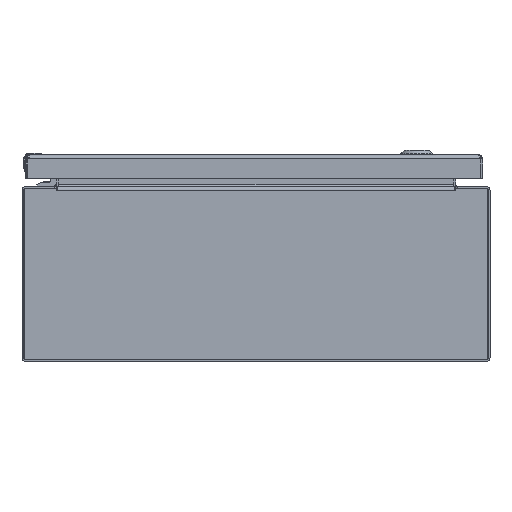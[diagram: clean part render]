
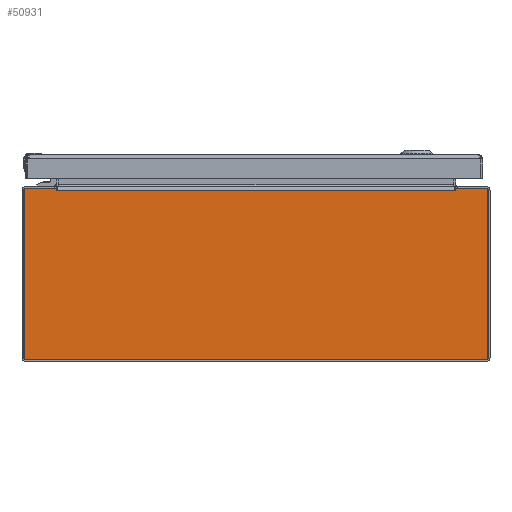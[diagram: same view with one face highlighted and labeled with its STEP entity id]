
A CAD part, front view. The second image highlights one B-rep face of the part: STEP entity #50931.
In plain terms, the highlighted planar face has unit normal (0, -1, 0).
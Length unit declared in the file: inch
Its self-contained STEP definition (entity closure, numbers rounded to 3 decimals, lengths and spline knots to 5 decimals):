
#918 = CIRCLE ( 'NONE', #28350, 0.08 ) ;
#2592 = PLANE ( 'NONE',  #93948 ) ;
#2623 = EDGE_CURVE ( 'NONE', #110618, #24936, #14796, .T. ) ;
#2661 = DIRECTION ( 'NONE',  ( 1., 0., 0. ) ) ;
#4547 = DIRECTION ( 'NONE',  ( -0.174, 0., -0.985 ) ) ;
#8640 = ORIENTED_EDGE ( 'NONE', *, *, #31821, .F. ) ;
#8673 = CARTESIAN_POINT ( 'NONE',  ( -7.857, -15., -2.857 ) ) ;
#10510 = CARTESIAN_POINT ( 'NONE',  ( 7.857, -15., 2.857 ) ) ;
#10691 = DIRECTION ( 'NONE',  ( -1., 0., 0. ) ) ;
#11602 = EDGE_CURVE ( 'NONE', #113716, #100774, #119193, .T. ) ;
#11960 = ORIENTED_EDGE ( 'NONE', *, *, #42051, .T. ) ;
#12332 = DIRECTION ( 'NONE',  ( 0., 0., -1. ) ) ;
#12408 = CARTESIAN_POINT ( 'NONE',  ( -7.857, -15., 2.857 ) ) ;
#13684 = EDGE_CURVE ( 'NONE', #24226, #51416, #18785, .T. ) ;
#14796 = LINE ( 'NONE', #81001, #95460 ) ;
#14874 = EDGE_CURVE ( 'NONE', #51416, #62480, #102071, .T. ) ;
#15927 = ORIENTED_EDGE ( 'NONE', *, *, #18063, .F. ) ;
#16629 = DIRECTION ( 'NONE',  ( -1., 0., 0. ) ) ;
#17263 = DIRECTION ( 'NONE',  ( 0., 0., -1. ) ) ;
#18063 = EDGE_CURVE ( 'NONE', #79883, #20453, #918, .T. ) ;
#18785 = CIRCLE ( 'NONE', #93179, 0.08 ) ;
#19771 = CARTESIAN_POINT ( 'NONE',  ( -7.937, -15., 2.857 ) ) ;
#20453 = VERTEX_POINT ( 'NONE', #35979 ) ;
#20777 = ORIENTED_EDGE ( 'NONE', *, *, #11602, .F. ) ;
#21098 = CARTESIAN_POINT ( 'NONE',  ( 0., -15., -2.937 ) ) ;
#21117 = EDGE_CURVE ( 'NONE', #110053, #89315, #106374, .T. ) ;
#24226 = VERTEX_POINT ( 'NONE', #52239 ) ;
#24936 = VERTEX_POINT ( 'NONE', #29688 ) ;
#25493 = ORIENTED_EDGE ( 'NONE', *, *, #14874, .F. ) ;
#26848 = ORIENTED_EDGE ( 'NONE', *, *, #41017, .F. ) ;
#28192 = CIRCLE ( 'NONE', #37909, 0.08 ) ;
#28350 = AXIS2_PLACEMENT_3D ( 'NONE', #10510, #50348, #12332 ) ;
#28875 = ORIENTED_EDGE ( 'NONE', *, *, #13684, .F. ) ;
#29612 = DIRECTION ( 'NONE',  ( 0., 1., 0. ) ) ;
#29688 = CARTESIAN_POINT ( 'NONE',  ( -6.8136, -15., 2.855 ) ) ;
#30149 = VECTOR ( 'NONE', #98697, 39.37008 ) ;
#31821 = EDGE_CURVE ( 'NONE', #62480, #113716, #115898, .T. ) ;
#33923 = LINE ( 'NONE', #71922, #117435 ) ;
#34258 = DIRECTION ( 'NONE',  ( 0., 0., -1. ) ) ;
#35236 = CARTESIAN_POINT ( 'NONE',  ( 0., -15., 2.937 ) ) ;
#35715 = EDGE_CURVE ( 'NONE', #89315, #110618, #64421, .T. ) ;
#35810 = VECTOR ( 'NONE', #111836, 39.37008 ) ;
#35979 = CARTESIAN_POINT ( 'NONE',  ( 7.937, -15., 2.857 ) ) ;
#37720 = CARTESIAN_POINT ( 'NONE',  ( 7.857, -15., 2.937 ) ) ;
#37909 = AXIS2_PLACEMENT_3D ( 'NONE', #111664, #92074, #55330 ) ;
#38109 = VECTOR ( 'NONE', #10691, 39.37008 ) ;
#39659 = EDGE_CURVE ( 'NONE', #20453, #101940, #46514, .T. ) ;
#39970 = DIRECTION ( 'NONE',  ( 0., -1., 0. ) ) ;
#41017 = EDGE_CURVE ( 'NONE', #75947, #79883, #116026, .T. ) ;
#41898 = EDGE_CURVE ( 'NONE', #101940, #104168, #28192, .T. ) ;
#42051 = EDGE_CURVE ( 'NONE', #24936, #100774, #42902, .T. ) ;
#42806 = FACE_OUTER_BOUND ( 'NONE', #86008, .T. ) ;
#42902 = LINE ( 'NONE', #70507, #30149 ) ;
#44192 = CARTESIAN_POINT ( 'NONE',  ( 0., -15., 2.855 ) ) ;
#46514 = LINE ( 'NONE', #109045, #98620 ) ;
#50348 = DIRECTION ( 'NONE',  ( 0., 1., 0. ) ) ;
#50931 = ADVANCED_FACE ( 'NONE', ( #42806 ), #2592, .T. ) ;
#51416 = VERTEX_POINT ( 'NONE', #114900 ) ;
#52239 = CARTESIAN_POINT ( 'NONE',  ( -7.857, -15., -2.937 ) ) ;
#52357 = DIRECTION ( 'NONE',  ( -1., 0., 0. ) ) ;
#52647 = CARTESIAN_POINT ( 'NONE',  ( 6.82806, -15., 2.937 ) ) ;
#53433 = DIRECTION ( 'NONE',  ( -1., 0., 0. ) ) ;
#54409 = ORIENTED_EDGE ( 'NONE', *, *, #2623, .T. ) ;
#55330 = DIRECTION ( 'NONE',  ( 0., 0., -1. ) ) ;
#56102 = LINE ( 'NONE', #21098, #38109 ) ;
#62480 = VERTEX_POINT ( 'NONE', #19771 ) ;
#64421 = LINE ( 'NONE', #44192, #82715 ) ;
#64820 = CARTESIAN_POINT ( 'NONE',  ( 7.857, -15., -2.937 ) ) ;
#67398 = EDGE_CURVE ( 'NONE', #75947, #110053, #33923, .T. ) ;
#70507 = CARTESIAN_POINT ( 'NONE',  ( -6.8136, -15., 2.855 ) ) ;
#71922 = CARTESIAN_POINT ( 'NONE',  ( 6.82806, -15., 2.937 ) ) ;
#72456 = ORIENTED_EDGE ( 'NONE', *, *, #41898, .F. ) ;
#72630 = DIRECTION ( 'NONE',  ( 1., 0., 0. ) ) ;
#74671 = VECTOR ( 'NONE', #72630, 39.37008 ) ;
#75947 = VERTEX_POINT ( 'NONE', #52647 ) ;
#76506 = AXIS2_PLACEMENT_3D ( 'NONE', #12408, #29612, #105620 ) ;
#79883 = VERTEX_POINT ( 'NONE', #37720 ) ;
#79927 = CARTESIAN_POINT ( 'NONE',  ( 6.80579, -15., 2.855 ) ) ;
#81001 = CARTESIAN_POINT ( 'NONE',  ( 0., -15., 2.855 ) ) ;
#81495 = ORIENTED_EDGE ( 'NONE', *, *, #39659, .F. ) ;
#82715 = VECTOR ( 'NONE', #53433, 39.37008 ) ;
#84297 = CARTESIAN_POINT ( 'NONE',  ( -6.82806, -15., 2.937 ) ) ;
#85956 = DIRECTION ( 'NONE',  ( 0., 0., -1. ) ) ;
#86008 = EDGE_LOOP ( 'NONE', ( #20777, #8640, #25493, #28875, #92279, #72456, #81495, #15927, #26848, #91940, #105316, #88464, #54409, #11960 ) ) ;
#88464 = ORIENTED_EDGE ( 'NONE', *, *, #35715, .T. ) ;
#89315 = VERTEX_POINT ( 'NONE', #92734 ) ;
#89936 = CARTESIAN_POINT ( 'NONE',  ( -7.857, -15., 2.937 ) ) ;
#90668 = VECTOR ( 'NONE', #2661, 39.37008 ) ;
#91940 = ORIENTED_EDGE ( 'NONE', *, *, #67398, .T. ) ;
#92074 = DIRECTION ( 'NONE',  ( 0., 1., 0. ) ) ;
#92279 = ORIENTED_EDGE ( 'NONE', *, *, #102029, .F. ) ;
#92677 = DIRECTION ( 'NONE',  ( 0., 1., 0. ) ) ;
#92734 = CARTESIAN_POINT ( 'NONE',  ( 6.798, -15., 2.855 ) ) ;
#93179 = AXIS2_PLACEMENT_3D ( 'NONE', #8673, #92677, #17263 ) ;
#93948 = AXIS2_PLACEMENT_3D ( 'NONE', #105582, #39970, #85956 ) ;
#94678 = CARTESIAN_POINT ( 'NONE',  ( -7.937, -15., 0. ) ) ;
#95460 = VECTOR ( 'NONE', #16629, 39.37008 ) ;
#96466 = CARTESIAN_POINT ( 'NONE',  ( 0., -15., 2.937 ) ) ;
#98620 = VECTOR ( 'NONE', #34258, 39.37008 ) ;
#98697 = DIRECTION ( 'NONE',  ( -0.174, 0., 0.985 ) ) ;
#100774 = VERTEX_POINT ( 'NONE', #84297 ) ;
#101940 = VERTEX_POINT ( 'NONE', #102095 ) ;
#102029 = EDGE_CURVE ( 'NONE', #104168, #24226, #56102, .T. ) ;
#102071 = LINE ( 'NONE', #94678, #35810 ) ;
#102095 = CARTESIAN_POINT ( 'NONE',  ( 7.937, -15., -2.857 ) ) ;
#104168 = VERTEX_POINT ( 'NONE', #64820 ) ;
#105316 = ORIENTED_EDGE ( 'NONE', *, *, #21117, .T. ) ;
#105582 = CARTESIAN_POINT ( 'NONE',  ( 0., -15., 0. ) ) ;
#105620 = DIRECTION ( 'NONE',  ( 0., 0., -1. ) ) ;
#106374 = LINE ( 'NONE', #79927, #116454 ) ;
#106456 = CARTESIAN_POINT ( 'NONE',  ( 6.8136, -15., 2.855 ) ) ;
#109045 = CARTESIAN_POINT ( 'NONE',  ( 7.937, -15., 0. ) ) ;
#110053 = VERTEX_POINT ( 'NONE', #106456 ) ;
#110618 = VERTEX_POINT ( 'NONE', #113352 ) ;
#111664 = CARTESIAN_POINT ( 'NONE',  ( 7.857, -15., -2.857 ) ) ;
#111836 = DIRECTION ( 'NONE',  ( 0., 0., 1. ) ) ;
#113352 = CARTESIAN_POINT ( 'NONE',  ( -6.798, -15., 2.855 ) ) ;
#113716 = VERTEX_POINT ( 'NONE', #89936 ) ;
#114900 = CARTESIAN_POINT ( 'NONE',  ( -7.937, -15., -2.857 ) ) ;
#115898 = CIRCLE ( 'NONE', #76506, 0.08 ) ;
#116026 = LINE ( 'NONE', #96466, #90668 ) ;
#116454 = VECTOR ( 'NONE', #52357, 39.37008 ) ;
#117435 = VECTOR ( 'NONE', #4547, 39.37008 ) ;
#119193 = LINE ( 'NONE', #35236, #74671 ) ;
